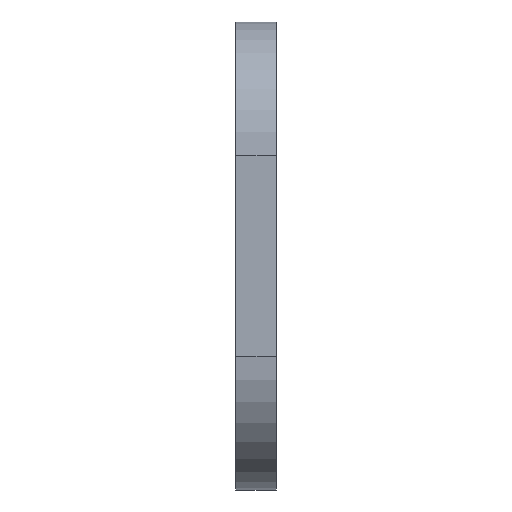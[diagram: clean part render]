
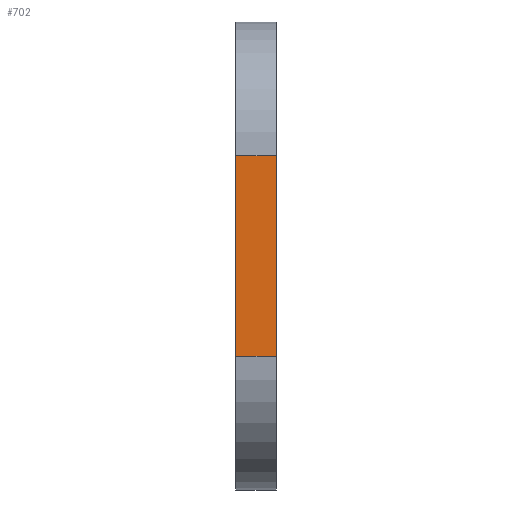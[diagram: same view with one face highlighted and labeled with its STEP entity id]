
A CAD part, left-side view. The second image highlights one B-rep face of the part: STEP entity #702.
In plain terms, the highlighted planar face has unit normal (-1, 0, 0).
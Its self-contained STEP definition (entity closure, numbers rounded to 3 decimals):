
#21 = ORIENTED_EDGE ( 'NONE', *, *, #210, .T. ) ;
#60 = VERTEX_POINT ( 'NONE', #260 ) ;
#86 = EDGE_CURVE ( 'NONE', #60, #607, #918, .T. ) ;
#116 = LINE ( 'NONE', #682, #925 ) ;
#152 = CARTESIAN_POINT ( 'NONE',  ( -12., 3., -10. ) ) ;
#155 = FACE_OUTER_BOUND ( 'NONE', #601, .T. ) ;
#208 = ORIENTED_EDGE ( 'NONE', *, *, #284, .T. ) ;
#210 = EDGE_CURVE ( 'NONE', #369, #664, #805, .T. ) ;
#229 = DIRECTION ( 'NONE',  ( 0., 1., 0. ) ) ;
#260 = CARTESIAN_POINT ( 'NONE',  ( -12., 3., -25. ) ) ;
#284 = EDGE_CURVE ( 'NONE', #607, #369, #116, .T. ) ;
#356 = CARTESIAN_POINT ( 'NONE',  ( -12., 0., -10. ) ) ;
#359 = VECTOR ( 'NONE', #229, 1000. ) ;
#369 = VERTEX_POINT ( 'NONE', #356 ) ;
#405 = VECTOR ( 'NONE', #849, 1000. ) ;
#442 = PLANE ( 'NONE',  #742 ) ;
#453 = ORIENTED_EDGE ( 'NONE', *, *, #86, .T. ) ;
#504 = CARTESIAN_POINT ( 'NONE',  ( -12., 3., -35. ) ) ;
#544 = DIRECTION ( 'NONE',  ( -1., 0., 0. ) ) ;
#551 = CARTESIAN_POINT ( 'NONE',  ( -12., 0., -25. ) ) ;
#564 = CARTESIAN_POINT ( 'NONE',  ( -12., 0., -25. ) ) ;
#601 = EDGE_LOOP ( 'NONE', ( #208, #21, #825, #453 ) ) ;
#607 = VERTEX_POINT ( 'NONE', #564 ) ;
#608 = VECTOR ( 'NONE', #932, 1000. ) ;
#641 = EDGE_CURVE ( 'NONE', #60, #664, #642, .T. ) ;
#642 = LINE ( 'NONE', #504, #608 ) ;
#664 = VERTEX_POINT ( 'NONE', #152 ) ;
#682 = CARTESIAN_POINT ( 'NONE',  ( -12., 0., -35. ) ) ;
#702 = ADVANCED_FACE ( 'NONE', ( #155 ), #442, .T. ) ;
#742 = AXIS2_PLACEMENT_3D ( 'NONE', #765, #544, #920 ) ;
#765 = CARTESIAN_POINT ( 'NONE',  ( -12., -37., -35. ) ) ;
#805 = LINE ( 'NONE', #874, #359 ) ;
#825 = ORIENTED_EDGE ( 'NONE', *, *, #641, .F. ) ;
#839 = DIRECTION ( 'NONE',  ( 0., 0., 1. ) ) ;
#849 = DIRECTION ( 'NONE',  ( 0., -1., 0. ) ) ;
#874 = CARTESIAN_POINT ( 'NONE',  ( -12., 3., -10. ) ) ;
#918 = LINE ( 'NONE', #551, #405 ) ;
#920 = DIRECTION ( 'NONE',  ( 0., 0., 1. ) ) ;
#925 = VECTOR ( 'NONE', #839, 1000. ) ;
#932 = DIRECTION ( 'NONE',  ( 0., 0., 1. ) ) ;
